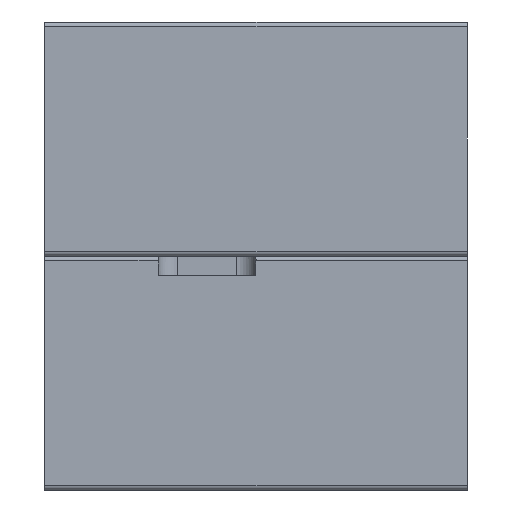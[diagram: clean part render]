
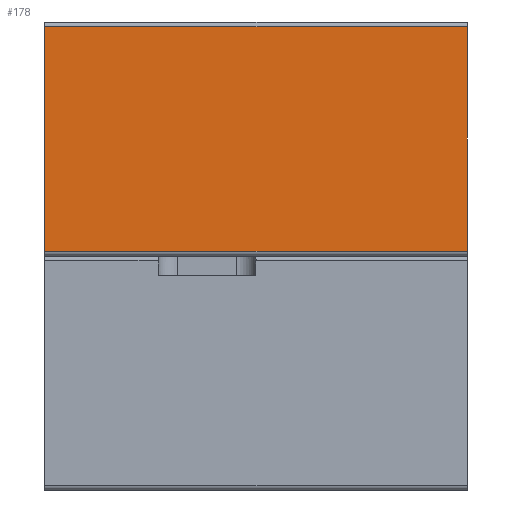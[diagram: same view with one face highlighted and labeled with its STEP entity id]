
A CAD part, left-side view. The second image highlights one B-rep face of the part: STEP entity #178.
In plain terms, the highlighted planar face has unit normal (-1, 0, 0).
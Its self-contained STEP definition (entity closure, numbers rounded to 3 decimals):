
#54 = LINE ( 'NONE', #2573, #1066 ) ;
#75 = AXIS2_PLACEMENT_3D ( 'NONE', #109, #2296, #723 ) ;
#109 = CARTESIAN_POINT ( 'NONE',  ( -53.5, 150.381, -23.9 ) ) ;
#169 = CARTESIAN_POINT ( 'NONE',  ( -53.5, 33.19, -23.9 ) ) ;
#178 = ADVANCED_FACE ( 'NONE', ( #802 ), #1118, .F. ) ;
#211 = CARTESIAN_POINT ( 'NONE',  ( -53.5, 33.19, 23.4 ) ) ;
#261 = ORIENTED_EDGE ( 'NONE', *, *, #1833, .T. ) ;
#450 = CARTESIAN_POINT ( 'NONE',  ( -53.5, 33.19, 0.5 ) ) ;
#566 = EDGE_CURVE ( 'NONE', #2152, #1664, #1534, .T. ) ;
#723 = DIRECTION ( 'NONE',  ( 0., 0., -1. ) ) ;
#802 = FACE_OUTER_BOUND ( 'NONE', #999, .T. ) ;
#928 = EDGE_CURVE ( 'NONE', #1030, #2253, #2376, .T. ) ;
#999 = EDGE_LOOP ( 'NONE', ( #1697, #261, #1369, #2178 ) ) ;
#1030 = VERTEX_POINT ( 'NONE', #211 ) ;
#1047 = CARTESIAN_POINT ( 'NONE',  ( -53.5, -10., -23.9 ) ) ;
#1066 = VECTOR ( 'NONE', #1536, 1000. ) ;
#1104 = VECTOR ( 'NONE', #1915, 1000. ) ;
#1118 = PLANE ( 'NONE',  #75 ) ;
#1252 = EDGE_CURVE ( 'NONE', #1664, #1030, #1465, .T. ) ;
#1295 = VECTOR ( 'NONE', #1572, 1000. ) ;
#1314 = CARTESIAN_POINT ( 'NONE',  ( -53.5, 150.381, 23.4 ) ) ;
#1369 = ORIENTED_EDGE ( 'NONE', *, *, #566, .T. ) ;
#1465 = LINE ( 'NONE', #1314, #1104 ) ;
#1534 = LINE ( 'NONE', #1047, #2513 ) ;
#1536 = DIRECTION ( 'NONE',  ( 0., -1., 0. ) ) ;
#1572 = DIRECTION ( 'NONE',  ( 0., 0., -1. ) ) ;
#1664 = VERTEX_POINT ( 'NONE', #1851 ) ;
#1697 = ORIENTED_EDGE ( 'NONE', *, *, #928, .T. ) ;
#1833 = EDGE_CURVE ( 'NONE', #2253, #2152, #54, .T. ) ;
#1851 = CARTESIAN_POINT ( 'NONE',  ( -53.5, -10., 23.4 ) ) ;
#1915 = DIRECTION ( 'NONE',  ( 0., 1., 0. ) ) ;
#2064 = DIRECTION ( 'NONE',  ( 0., 0., 1. ) ) ;
#2152 = VERTEX_POINT ( 'NONE', #2250 ) ;
#2178 = ORIENTED_EDGE ( 'NONE', *, *, #1252, .T. ) ;
#2250 = CARTESIAN_POINT ( 'NONE',  ( -53.5, -10., 0.5 ) ) ;
#2253 = VERTEX_POINT ( 'NONE', #450 ) ;
#2296 = DIRECTION ( 'NONE',  ( 1., 0., 0. ) ) ;
#2376 = LINE ( 'NONE', #169, #1295 ) ;
#2513 = VECTOR ( 'NONE', #2064, 1000. ) ;
#2573 = CARTESIAN_POINT ( 'NONE',  ( -53.5, 150.381, 0.5 ) ) ;
